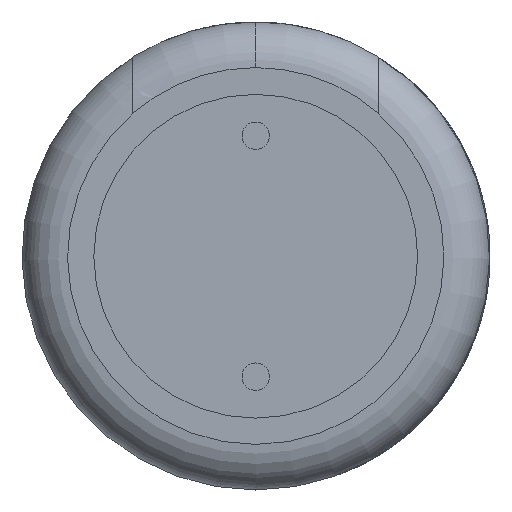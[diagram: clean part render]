
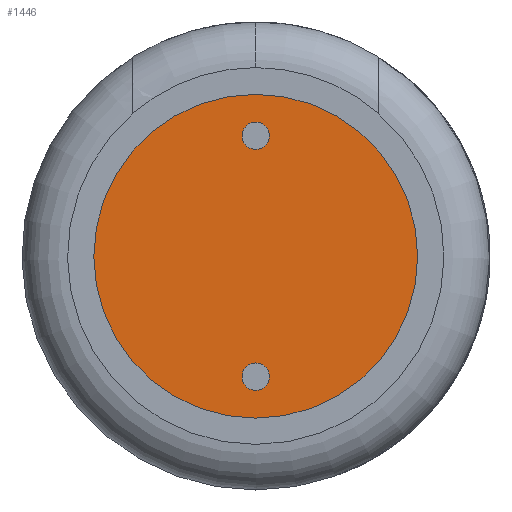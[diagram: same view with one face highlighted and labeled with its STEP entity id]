
A CAD part, front view. The second image highlights one B-rep face of the part: STEP entity #1446.
In plain terms, the highlighted planar face has unit normal (0, -1, 0).
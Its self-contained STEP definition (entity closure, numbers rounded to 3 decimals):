
#262 = DIRECTION ( 'NONE',  ( 0., 1., 0. ) ) ;
#395 = CARTESIAN_POINT ( 'NONE',  ( 0., -4.931, -3.55 ) ) ;
#446 = CARTESIAN_POINT ( 'NONE',  ( 0., -4.931, 2.64 ) ) ;
#455 = FACE_BOUND ( 'NONE', #6899, .T. ) ;
#646 = VERTEX_POINT ( 'NONE', #13077 ) ;
#668 = DIRECTION ( 'NONE',  ( 0., 0., -1. ) ) ;
#735 = FACE_BOUND ( 'NONE', #10566, .T. ) ;
#1446 = ADVANCED_FACE ( 'NONE', ( #735, #455, #13534 ), #5980, .T. ) ;
#1766 = ORIENTED_EDGE ( 'NONE', *, *, #12804, .F. ) ;
#1822 = ORIENTED_EDGE ( 'NONE', *, *, #8281, .F. ) ;
#1906 = DIRECTION ( 'NONE',  ( 0., 0., -1. ) ) ;
#1993 = CARTESIAN_POINT ( 'NONE',  ( 0., -4.931, -2.94 ) ) ;
#2117 = AXIS2_PLACEMENT_3D ( 'NONE', #4768, #4830, #668 ) ;
#2804 = CIRCLE ( 'NONE', #9329, 0.3 ) ;
#2916 = ORIENTED_EDGE ( 'NONE', *, *, #5975, .F. ) ;
#3222 = DIRECTION ( 'NONE',  ( 0., 0., -1. ) ) ;
#3294 = CARTESIAN_POINT ( 'NONE',  ( 0., -4.931, -2.64 ) ) ;
#4374 = CARTESIAN_POINT ( 'NONE',  ( 0., -4.931, -2.64 ) ) ;
#4490 = DIRECTION ( 'NONE',  ( 0., -1., 0. ) ) ;
#4635 = CARTESIAN_POINT ( 'NONE',  ( 0., -4.931, 0. ) ) ;
#4750 = AXIS2_PLACEMENT_3D ( 'NONE', #4374, #8670, #1906 ) ;
#4760 = DIRECTION ( 'NONE',  ( 0., 0., 1. ) ) ;
#4768 = CARTESIAN_POINT ( 'NONE',  ( 0., -4.931, 3.55 ) ) ;
#4830 = DIRECTION ( 'NONE',  ( 0., -1., 0. ) ) ;
#5061 = VERTEX_POINT ( 'NONE', #11608 ) ;
#5805 = AXIS2_PLACEMENT_3D ( 'NONE', #12198, #7768, #4760 ) ;
#5872 = CARTESIAN_POINT ( 'NONE',  ( 0., -4.931, 2.94 ) ) ;
#5975 = EDGE_CURVE ( 'NONE', #5061, #10094, #8559, .T. ) ;
#5980 = PLANE ( 'NONE',  #2117 ) ;
#6397 = AXIS2_PLACEMENT_3D ( 'NONE', #4635, #262, #8987 ) ;
#6899 = EDGE_LOOP ( 'NONE', ( #7113, #2916 ) ) ;
#7037 = CIRCLE ( 'NONE', #6397, 3.55 ) ;
#7113 = ORIENTED_EDGE ( 'NONE', *, *, #12796, .F. ) ;
#7651 = EDGE_CURVE ( 'NONE', #646, #7729, #7037, .T. ) ;
#7729 = VERTEX_POINT ( 'NONE', #395 ) ;
#7768 = DIRECTION ( 'NONE',  ( 0., 1., 0. ) ) ;
#7978 = CARTESIAN_POINT ( 'NONE',  ( 0., -4.931, -2.34 ) ) ;
#8281 = EDGE_CURVE ( 'NONE', #12236, #9571, #2804, .T. ) ;
#8559 = CIRCLE ( 'NONE', #11975, 0.3 ) ;
#8670 = DIRECTION ( 'NONE',  ( 0., -1., 0. ) ) ;
#8838 = DIRECTION ( 'NONE',  ( 0., -1., 0. ) ) ;
#8987 = DIRECTION ( 'NONE',  ( 0., 0., 1. ) ) ;
#9014 = ORIENTED_EDGE ( 'NONE', *, *, #13929, .F. ) ;
#9329 = AXIS2_PLACEMENT_3D ( 'NONE', #3294, #4490, #3222 ) ;
#9482 = ORIENTED_EDGE ( 'NONE', *, *, #7651, .F. ) ;
#9571 = VERTEX_POINT ( 'NONE', #1993 ) ;
#10094 = VERTEX_POINT ( 'NONE', #5872 ) ;
#10165 = CIRCLE ( 'NONE', #4750, 0.3 ) ;
#10484 = DIRECTION ( 'NONE',  ( 0., 0., -1. ) ) ;
#10566 = EDGE_LOOP ( 'NONE', ( #1822, #9014 ) ) ;
#11447 = AXIS2_PLACEMENT_3D ( 'NONE', #446, #8838, #13171 ) ;
#11608 = CARTESIAN_POINT ( 'NONE',  ( 0., -4.931, 2.34 ) ) ;
#11661 = CIRCLE ( 'NONE', #5805, 3.55 ) ;
#11914 = EDGE_LOOP ( 'NONE', ( #9482, #1766 ) ) ;
#11975 = AXIS2_PLACEMENT_3D ( 'NONE', #12686, #12621, #10484 ) ;
#12198 = CARTESIAN_POINT ( 'NONE',  ( 0., -4.931, 0. ) ) ;
#12236 = VERTEX_POINT ( 'NONE', #7978 ) ;
#12573 = CIRCLE ( 'NONE', #11447, 0.3 ) ;
#12621 = DIRECTION ( 'NONE',  ( 0., -1., 0. ) ) ;
#12686 = CARTESIAN_POINT ( 'NONE',  ( 0., -4.931, 2.64 ) ) ;
#12796 = EDGE_CURVE ( 'NONE', #10094, #5061, #12573, .T. ) ;
#12804 = EDGE_CURVE ( 'NONE', #7729, #646, #11661, .T. ) ;
#13077 = CARTESIAN_POINT ( 'NONE',  ( 0., -4.931, 3.55 ) ) ;
#13171 = DIRECTION ( 'NONE',  ( 0., 0., -1. ) ) ;
#13534 = FACE_OUTER_BOUND ( 'NONE', #11914, .T. ) ;
#13929 = EDGE_CURVE ( 'NONE', #9571, #12236, #10165, .T. ) ;
